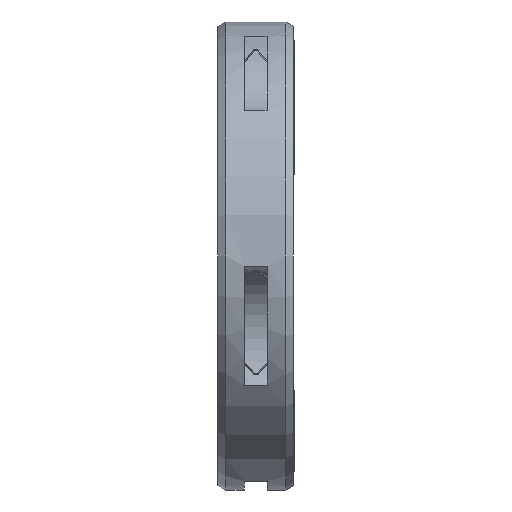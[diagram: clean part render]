
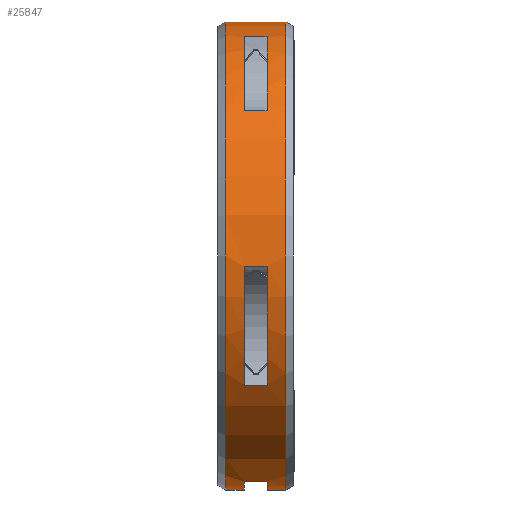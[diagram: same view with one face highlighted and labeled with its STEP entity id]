
A CAD part, left-side view. The second image highlights one B-rep face of the part: STEP entity #25847.
In plain terms, the highlighted cylindrical face has radius 31 mm (diameter 62 mm), a partial arc.
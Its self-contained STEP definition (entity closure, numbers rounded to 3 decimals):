
#24484=CARTESIAN_POINT('',(0.,-1.5,0.));
#24485=DIRECTION('',(0.,-1.,0.));
#24486=DIRECTION('',(-0.267,0.,-0.964));
#24487=AXIS2_PLACEMENT_3D('',#24484,#24485,#24486);
#24492=DIRECTION('',(0.,-1.,0.));
#24493=VECTOR('',#24492,3.);
#24494=CARTESIAN_POINT('',(-8.269,1.5,-29.877));
#24495=LINE('',#24494,#24493);
#24499=CARTESIAN_POINT('',(0.,1.5,0.));
#24500=DIRECTION('',(0.,-1.,0.));
#24501=DIRECTION('',(-0.267,0.,-0.964));
#24502=AXIS2_PLACEMENT_3D('',#24499,#24500,#24501);
#24507=DIRECTION('',(0.,1.,0.));
#24508=VECTOR('',#24507,2.5);
#24509=CARTESIAN_POINT('',(0.,1.5,-31.));
#24510=LINE('',#24509,#24508);
#24514=DIRECTION('',(0.,1.,0.));
#24515=VECTOR('',#24514,8.);
#24516=CARTESIAN_POINT('',(0.,-4.,31.));
#24517=LINE('',#24516,#24515);
#24521=CARTESIAN_POINT('',(0.,-4.,0.));
#24522=DIRECTION('',(0.,1.,0.));
#24523=DIRECTION('',(0.,0.,-1.));
#24524=AXIS2_PLACEMENT_3D('',#24521,#24522,#24523);
#24529=DIRECTION('',(0.,1.,0.));
#24530=VECTOR('',#24529,2.5);
#24531=CARTESIAN_POINT('',(0.,-4.,-31.));
#24532=LINE('',#24531,#24530);
#24536=CARTESIAN_POINT('',(0.,-1.5,0.));
#24537=DIRECTION('',(0.,-1.,0.));
#24538=DIRECTION('',(-0.351,0.,0.936));
#24539=AXIS2_PLACEMENT_3D('',#24536,#24537,#24538);
#24544=DIRECTION('',(0.,-1.,0.));
#24545=VECTOR('',#24544,3.);
#24546=CARTESIAN_POINT('',(-10.871,1.5,29.031));
#24547=LINE('',#24546,#24545);
#24551=CARTESIAN_POINT('',(0.,1.5,0.));
#24552=DIRECTION('',(0.,-1.,0.));
#24553=DIRECTION('',(-0.351,0.,0.936));
#24554=AXIS2_PLACEMENT_3D('',#24551,#24552,#24553);
#24559=DIRECTION('',(0.,-1.,0.));
#24560=VECTOR('',#24559,3.);
#24561=CARTESIAN_POINT('',(-24.251,1.5,19.31));
#24562=LINE('',#24561,#24560);
#24566=CARTESIAN_POINT('',(0.,-1.5,0.));
#24567=DIRECTION('',(0.,-1.,0.));
#24568=DIRECTION('',(-0.999,0.,-0.044));
#24569=AXIS2_PLACEMENT_3D('',#24566,#24567,#24568);
#24574=DIRECTION('',(0.,-1.,0.));
#24575=VECTOR('',#24574,3.);
#24576=CARTESIAN_POINT('',(-30.97,1.5,-1.368));
#24577=LINE('',#24576,#24575);
#24581=CARTESIAN_POINT('',(0.,1.5,0.));
#24582=DIRECTION('',(0.,-1.,0.));
#24583=DIRECTION('',(-0.999,0.,-0.044));
#24584=AXIS2_PLACEMENT_3D('',#24581,#24582,#24583);
#24589=DIRECTION('',(0.,-1.,0.));
#24590=VECTOR('',#24589,3.);
#24591=CARTESIAN_POINT('',(-25.859,1.5,-17.097));
#24592=LINE('',#24591,#24590);
#24910=CARTESIAN_POINT('',(0.,4.,0.));
#24911=DIRECTION('',(0.,1.,0.));
#24912=DIRECTION('',(0.,0.,-1.));
#24913=AXIS2_PLACEMENT_3D('',#24910,#24911,#24912);
#25133=CARTESIAN_POINT('',(0.,-4.,-31.));
#25135=VERTEX_POINT('',#25133);
#25136=CARTESIAN_POINT('',(0.,4.,-31.));
#25138=VERTEX_POINT('',#25136);
#25165=CARTESIAN_POINT('',(0.,-4.,31.));
#25167=VERTEX_POINT('',#25165);
#25168=CARTESIAN_POINT('',(0.,4.,31.));
#25169=VERTEX_POINT('',#25168);
#25182=CARTESIAN_POINT('',(0.,-1.5,-31.));
#25184=VERTEX_POINT('',#25182);
#25186=CARTESIAN_POINT('',(0.,1.5,-31.));
#25188=VERTEX_POINT('',#25186);
#25196=CARTESIAN_POINT('',(-8.269,-1.5,-29.877));
#25197=VERTEX_POINT('',#25196);
#25198=CARTESIAN_POINT('',(-8.269,1.5,-29.877));
#25199=VERTEX_POINT('',#25198);
#25252=CARTESIAN_POINT('',(-10.871,-1.5,29.031));
#25253=CARTESIAN_POINT('',(-24.251,-1.5,19.31));
#25254=VERTEX_POINT('',#25252);
#25255=VERTEX_POINT('',#25253);
#25256=CARTESIAN_POINT('',(-10.871,1.5,29.031));
#25257=CARTESIAN_POINT('',(-24.251,1.5,19.31));
#25258=VERTEX_POINT('',#25256);
#25259=VERTEX_POINT('',#25257);
#25272=CARTESIAN_POINT('',(-30.97,-1.5,-1.368));
#25273=CARTESIAN_POINT('',(-25.859,-1.5,-17.097));
#25274=VERTEX_POINT('',#25272);
#25275=VERTEX_POINT('',#25273);
#25276=CARTESIAN_POINT('',(-30.97,1.5,-1.368));
#25277=CARTESIAN_POINT('',(-25.859,1.5,-17.097));
#25278=VERTEX_POINT('',#25276);
#25279=VERTEX_POINT('',#25277);
#25811=CARTESIAN_POINT('',(0.,32.572,0.));
#25812=DIRECTION('',(0.,-1.,0.));
#25813=DIRECTION('',(0.,0.,1.));
#25814=AXIS2_PLACEMENT_3D('',#25811,#25812,#25813);
#25815=CYLINDRICAL_SURFACE('',#25814,31.);
#25816=ORIENTED_EDGE('',*,*,#25689,.F.);
#25818=ORIENTED_EDGE('',*,*,#25817,.F.);
#25820=ORIENTED_EDGE('',*,*,#25819,.T.);
#25821=ORIENTED_EDGE('',*,*,#25650,.T.);
#25823=ORIENTED_EDGE('',*,*,#25822,.T.);
#25824=ORIENTED_EDGE('',*,*,#25646,.F.);
#25826=ORIENTED_EDGE('',*,*,#25825,.F.);
#25827=ORIENTED_EDGE('',*,*,#25642,.T.);
#25828=EDGE_LOOP('',(#25816,#25818,#25820,#25821,#25823,#25824,#25826,#25827));
#25829=FACE_OUTER_BOUND('',#25828,.F.);
#25831=ORIENTED_EDGE('',*,*,#25830,.F.);
#25833=ORIENTED_EDGE('',*,*,#25832,.F.);
#25835=ORIENTED_EDGE('',*,*,#25834,.T.);
#25837=ORIENTED_EDGE('',*,*,#25836,.T.);
#25838=EDGE_LOOP('',(#25831,#25833,#25835,#25837));
#25839=FACE_BOUND('',#25838,.F.);
#25840=ORIENTED_EDGE('',*,*,#25749,.F.);
#25841=ORIENTED_EDGE('',*,*,#25797,.F.);
#25843=ORIENTED_EDGE('',*,*,#25842,.T.);
#25844=ORIENTED_EDGE('',*,*,#25771,.T.);
#25845=EDGE_LOOP('',(#25840,#25841,#25843,#25844));
#25846=FACE_BOUND('',#25845,.F.);
#24488=CIRCLE('',#24487,31.);
#24503=CIRCLE('',#24502,31.);
#24525=CIRCLE('',#24524,31.);
#24540=CIRCLE('',#24539,31.);
#24555=CIRCLE('',#24554,31.);
#24570=CIRCLE('',#24569,31.);
#24585=CIRCLE('',#24584,31.);
#24914=CIRCLE('',#24913,31.);
#25642=EDGE_CURVE('',#25135,#25184,#24532,.T.);
#25646=EDGE_CURVE('',#25167,#25169,#24517,.T.);
#25650=EDGE_CURVE('',#25188,#25138,#24510,.T.);
#25689=EDGE_CURVE('',#25197,#25184,#24488,.T.);
#25749=EDGE_CURVE('',#25274,#25275,#24570,.T.);
#25771=EDGE_CURVE('',#25279,#25275,#24592,.T.);
#25797=EDGE_CURVE('',#25278,#25274,#24577,.T.);
#25817=EDGE_CURVE('',#25199,#25197,#24495,.T.);
#25819=EDGE_CURVE('',#25199,#25188,#24503,.T.);
#25822=EDGE_CURVE('',#25138,#25169,#24914,.T.);
#25825=EDGE_CURVE('',#25135,#25167,#24525,.T.);
#25830=EDGE_CURVE('',#25254,#25255,#24540,.T.);
#25832=EDGE_CURVE('',#25258,#25254,#24547,.T.);
#25834=EDGE_CURVE('',#25258,#25259,#24555,.T.);
#25836=EDGE_CURVE('',#25259,#25255,#24562,.T.);
#25842=EDGE_CURVE('',#25278,#25279,#24585,.T.);
#25847=ADVANCED_FACE('',(#25829,#25839,#25846),#25815,.T.);
